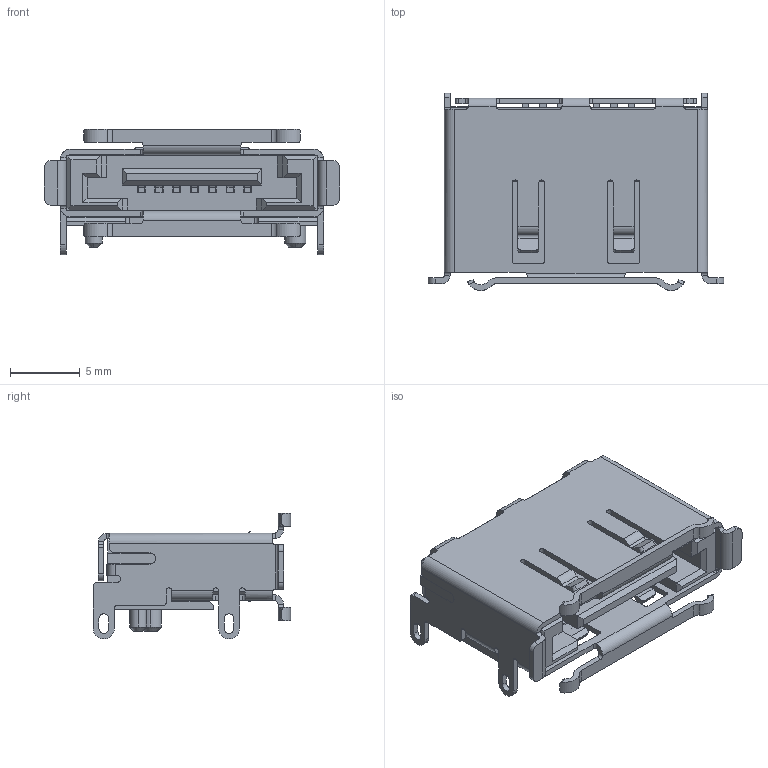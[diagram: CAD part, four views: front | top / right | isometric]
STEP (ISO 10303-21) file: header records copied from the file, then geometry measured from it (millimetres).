
FILE_DESCRIPTION((''),'2;1');
FILE_NAME('MOLEX_470821000.stp','2010-01-27T12:17:38',(''),(''),'Mechanical Desktop 2010','Mechanical Desktop 2010',', , ');
FILE_SCHEMA(('AUTOMOTIVE_DESIGN { 1 2 10303 214 1 1 1 1 }'));
Length unit declared in the file: millimetre
Products named in the file (1): Product
Bounding box: 21.1 x 14.1 x 9 mm (x, y, z)
Volume: 782.2 mm3; surface area: 2358.5 mm2
Topology: 16 solids, 16 shells, 724 faces, 2014 edges, 1304 vertices
Faces by surface type: plane 516, cylinder 204, cone 4
Entity records: 23276 total; most frequent: CARTESIAN_POINT 4331, ORIENTED_EDGE 4028, DIRECTION 3818, EDGE_CURVE 2014, VECTOR 1580, LINE 1580, VERTEX_POINT 1304, AXIS2_PLACEMENT_3D 1119
